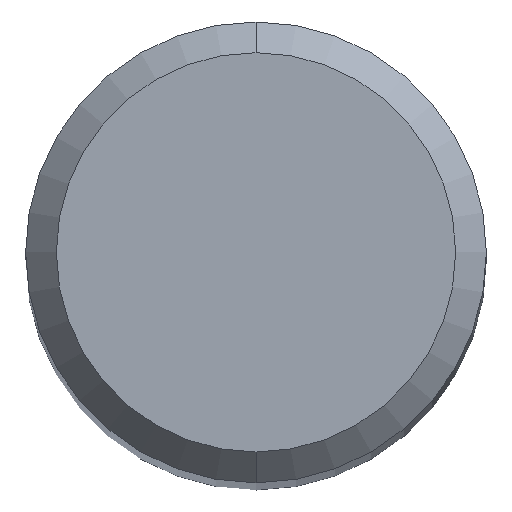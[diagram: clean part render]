
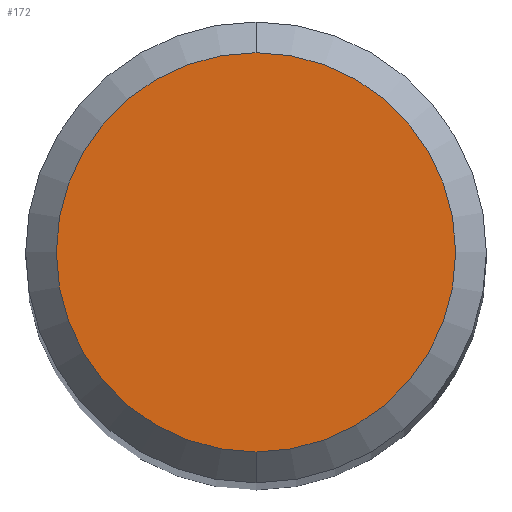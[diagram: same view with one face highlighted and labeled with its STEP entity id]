
A CAD part, top view. The second image highlights one B-rep face of the part: STEP entity #172.
In plain terms, the highlighted planar face has unit normal (0, 0, 1).
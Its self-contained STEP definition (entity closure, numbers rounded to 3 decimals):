
#122=EDGE_CURVE('',#186,#232,#279,.T.);
#172=ADVANCED_FACE('',(#333),#334,.T.);
#186=VERTEX_POINT('',#351);
#190=EDGE_CURVE('',#232,#186,#355,.T.);
#232=VERTEX_POINT('',#403);
#279=CIRCLE('',#450,2.6);
#333=FACE_OUTER_BOUND('',#520,.T.);
#334=PLANE('',#521);
#351=CARTESIAN_POINT('',(0.0,2.6,0.0));
#355=CIRCLE('',#547,2.6);
#403=CARTESIAN_POINT('',(0.,-2.6,0.0));
#450=AXIS2_PLACEMENT_3D('',#643,#644,#645);
#520=EDGE_LOOP('',(#699,#700));
#521=AXIS2_PLACEMENT_3D('',#701,#702,#703);
#547=AXIS2_PLACEMENT_3D('',#733,#734,#735);
#643=CARTESIAN_POINT('',(0.0,0.0,0.0));
#644=DIRECTION('',(0.0,0.0,-1.0));
#645=DIRECTION('',(0.0,1.0,0.0));
#699=ORIENTED_EDGE('',*,*,#122,.F.);
#700=ORIENTED_EDGE('',*,*,#190,.F.);
#701=CARTESIAN_POINT('',(0.0,1.3,0.0));
#702=DIRECTION('',(-0.0,0.0,1.0));
#703=DIRECTION('',(0.0,-1.0,0.0));
#733=CARTESIAN_POINT('',(0.0,0.0,0.0));
#734=DIRECTION('',(0.0,0.0,-1.0));
#735=DIRECTION('',(0.0,1.0,0.0));
